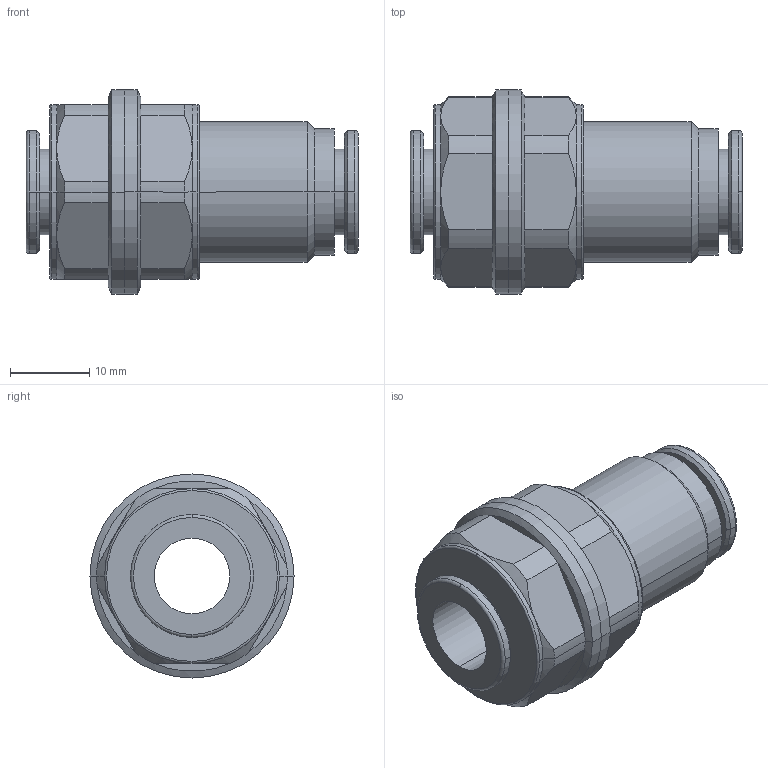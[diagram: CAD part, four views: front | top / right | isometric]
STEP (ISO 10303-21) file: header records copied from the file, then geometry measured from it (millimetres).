
FILE_DESCRIPTION(('STEP AP214'),'1');
FILE_NAME('6316_60_00WP2.stp','2016-07-07T14:18:29',('TraceParts'),('TraceParts S.A.'),'Spatial InterOp 3D',' ',' ');
FILE_SCHEMA(('automotive_design'));
Length unit declared in the file: millimetre
Products named in the file (2): 1; 2
Bounding box: 41.8 x 25.7 x 25.7 mm (x, y, z)
Volume: 10860.7 mm3; surface area: 6569.3 mm2
Topology: 2 solids, 2 shells, 111 faces, 246 edges, 144 vertices
Faces by surface type: cylinder 40, plane 33, cone 30, torus 8
Entity records: 3122 total; most frequent: CARTESIAN_POINT 599, DIRECTION 588, ORIENTED_EDGE 492, AXIS2_PLACEMENT_3D 253, EDGE_CURVE 246, VERTEX_POINT 144, CIRCLE 140, EDGE_LOOP 120
